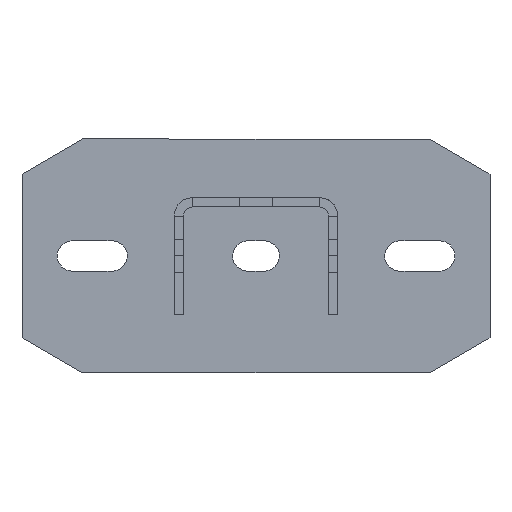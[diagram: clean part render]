
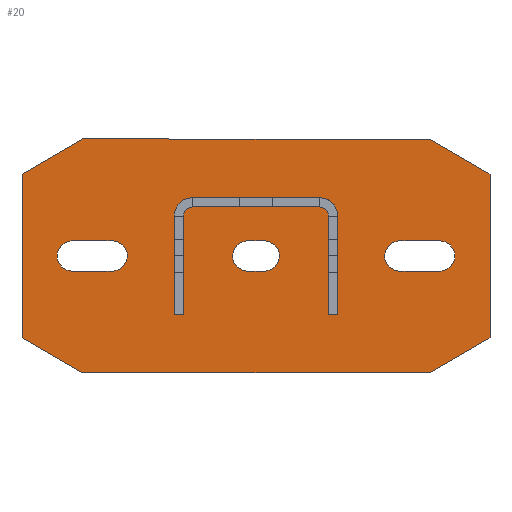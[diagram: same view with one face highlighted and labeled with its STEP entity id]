
A CAD part, front view. The second image highlights one B-rep face of the part: STEP entity #20.
In plain terms, the highlighted planar face has unit normal (0, -1, 0).
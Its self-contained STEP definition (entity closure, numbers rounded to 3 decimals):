
#20=ADVANCED_FACE('',(#1330,#964,#965,#966),#17214,.T.);
#964=FACE_BOUND('',#2275,.T.);
#965=FACE_BOUND('',#2276,.T.);
#966=FACE_BOUND('',#2277,.T.);
#1330=FACE_OUTER_BOUND('',#2274,.T.);
#2274=EDGE_LOOP('',(#3584,#3585,#3586,#3587,#3588,#3589,#3590,#3591));
#2275=EDGE_LOOP('',(#3592,#3593,#3594,#3595));
#2276=EDGE_LOOP('',(#3596,#3597,#3598,#3599));
#2277=EDGE_LOOP('',(#3600,#3601,#3602,#3603));
#3584=ORIENTED_EDGE('',*,*,#9198,.F.);
#3585=ORIENTED_EDGE('',*,*,#9224,.F.);
#3586=ORIENTED_EDGE('',*,*,#9199,.F.);
#3587=ORIENTED_EDGE('',*,*,#9219,.F.);
#3588=ORIENTED_EDGE('',*,*,#9200,.F.);
#3589=ORIENTED_EDGE('',*,*,#9214,.F.);
#3590=ORIENTED_EDGE('',*,*,#9201,.F.);
#3591=ORIENTED_EDGE('',*,*,#9209,.F.);
#3592=ORIENTED_EDGE('',*,*,#9192,.F.);
#3593=ORIENTED_EDGE('',*,*,#9245,.F.);
#3594=ORIENTED_EDGE('',*,*,#9193,.F.);
#3595=ORIENTED_EDGE('',*,*,#9205,.F.);
#3596=ORIENTED_EDGE('',*,*,#9194,.F.);
#3597=ORIENTED_EDGE('',*,*,#9203,.F.);
#3598=ORIENTED_EDGE('',*,*,#9195,.F.);
#3599=ORIENTED_EDGE('',*,*,#9204,.F.);
#3600=ORIENTED_EDGE('',*,*,#9196,.F.);
#3601=ORIENTED_EDGE('',*,*,#9233,.F.);
#3602=ORIENTED_EDGE('',*,*,#9197,.F.);
#3603=ORIENTED_EDGE('',*,*,#9202,.F.);
#9192=EDGE_CURVE('',#14800,#14801,#13096,.T.);
#9193=EDGE_CURVE('',#14803,#14802,#13097,.T.);
#9194=EDGE_CURVE('',#14804,#14805,#13098,.T.);
#9195=EDGE_CURVE('',#14807,#14806,#13099,.T.);
#9196=EDGE_CURVE('',#14808,#14809,#13100,.T.);
#9197=EDGE_CURVE('',#14811,#14810,#13101,.T.);
#9198=EDGE_CURVE('',#14812,#14813,#13102,.T.);
#9199=EDGE_CURVE('',#14815,#14814,#13103,.T.);
#9200=EDGE_CURVE('',#14817,#14816,#13104,.T.);
#9201=EDGE_CURVE('',#14819,#14818,#13105,.T.);
#9202=EDGE_CURVE('',#14809,#14811,#11996,.T.);
#9203=EDGE_CURVE('',#14806,#14804,#11997,.T.);
#9204=EDGE_CURVE('',#14805,#14807,#11998,.T.);
#9205=EDGE_CURVE('',#14801,#14803,#11999,.T.);
#9209=EDGE_CURVE('',#14813,#14819,#13109,.T.);
#9214=EDGE_CURVE('',#14818,#14817,#13114,.T.);
#9219=EDGE_CURVE('',#14816,#14815,#13119,.T.);
#9224=EDGE_CURVE('',#14814,#14812,#13124,.T.);
#9233=EDGE_CURVE('',#14810,#14808,#12000,.T.);
#9245=EDGE_CURVE('',#14802,#14800,#12005,.T.);
#11996=(
BOUNDED_CURVE()
B_SPLINE_CURVE(2,(#18769,#18770,#18771,#18772,#18773),.UNSPECIFIED.,.F.,
 .F.)
B_SPLINE_CURVE_WITH_KNOTS((3,2,3),(0.,10.21,20.42),
 .UNSPECIFIED.)
CURVE()
GEOMETRIC_REPRESENTATION_ITEM()
RATIONAL_B_SPLINE_CURVE((1.,0.707,1.,0.707,1.))
REPRESENTATION_ITEM('')
);
#11997=(
BOUNDED_CURVE()
B_SPLINE_CURVE(2,(#18774,#18775,#18776,#18777,#18778),.UNSPECIFIED.,.F.,
 .F.)
B_SPLINE_CURVE_WITH_KNOTS((3,2,3),(0.,10.21,20.42),
 .UNSPECIFIED.)
CURVE()
GEOMETRIC_REPRESENTATION_ITEM()
RATIONAL_B_SPLINE_CURVE((1.,0.707,1.,0.707,1.))
REPRESENTATION_ITEM('')
);
#11998=(
BOUNDED_CURVE()
B_SPLINE_CURVE(2,(#18779,#18780,#18781,#18782,#18783),.UNSPECIFIED.,.F.,
 .F.)
B_SPLINE_CURVE_WITH_KNOTS((3,2,3),(0.,10.21,20.42),
 .UNSPECIFIED.)
CURVE()
GEOMETRIC_REPRESENTATION_ITEM()
RATIONAL_B_SPLINE_CURVE((1.,0.707,1.,0.707,1.))
REPRESENTATION_ITEM('')
);
#11999=(
BOUNDED_CURVE()
B_SPLINE_CURVE(2,(#18784,#18785,#18786,#18787,#18788),.UNSPECIFIED.,.F.,
 .F.)
B_SPLINE_CURVE_WITH_KNOTS((3,2,3),(0.,10.21,20.42),
 .UNSPECIFIED.)
CURVE()
GEOMETRIC_REPRESENTATION_ITEM()
RATIONAL_B_SPLINE_CURVE((1.,0.707,1.,0.707,1.))
REPRESENTATION_ITEM('')
);
#12000=(
BOUNDED_CURVE()
B_SPLINE_CURVE(2,(#18843,#18844,#18845,#18846,#18847),.UNSPECIFIED.,.F.,
 .F.)
B_SPLINE_CURVE_WITH_KNOTS((3,2,3),(0.,10.21,20.42),
 .UNSPECIFIED.)
CURVE()
GEOMETRIC_REPRESENTATION_ITEM()
RATIONAL_B_SPLINE_CURVE((1.,0.707,1.,0.707,1.))
REPRESENTATION_ITEM('')
);
#12005=(
BOUNDED_CURVE()
B_SPLINE_CURVE(2,(#18882,#18883,#18884,#18885,#18886),.UNSPECIFIED.,.F.,
 .F.)
B_SPLINE_CURVE_WITH_KNOTS((3,2,3),(0.,10.21,20.42),
 .UNSPECIFIED.)
CURVE()
GEOMETRIC_REPRESENTATION_ITEM()
RATIONAL_B_SPLINE_CURVE((1.,0.707,1.,0.707,1.))
REPRESENTATION_ITEM('')
);
#13096=B_SPLINE_CURVE_WITH_KNOTS('',1,(#18749,#18750),.UNSPECIFIED.,.F.,
 .F.,(2,2),(0.,17.),.UNSPECIFIED.);
#13097=B_SPLINE_CURVE_WITH_KNOTS('',1,(#18751,#18752),.UNSPECIFIED.,.F.,
 .F.,(2,2),(0.,17.),.UNSPECIFIED.);
#13098=B_SPLINE_CURVE_WITH_KNOTS('',1,(#18753,#18754),.UNSPECIFIED.,.F.,
 .F.,(2,2),(0.,7.),.UNSPECIFIED.);
#13099=B_SPLINE_CURVE_WITH_KNOTS('',1,(#18755,#18756),.UNSPECIFIED.,.F.,
 .F.,(2,2),(0.,7.),.UNSPECIFIED.);
#13100=B_SPLINE_CURVE_WITH_KNOTS('',1,(#18757,#18758),.UNSPECIFIED.,.F.,
 .F.,(2,2),(0.,17.),.UNSPECIFIED.);
#13101=B_SPLINE_CURVE_WITH_KNOTS('',1,(#18759,#18760),.UNSPECIFIED.,.F.,
 .F.,(2,2),(0.,17.),.UNSPECIFIED.);
#13102=B_SPLINE_CURVE_WITH_KNOTS('',1,(#18761,#18762),.UNSPECIFIED.,.F.,
 .F.,(2,2),(-148.038,0.),.UNSPECIFIED.);
#13103=B_SPLINE_CURVE_WITH_KNOTS('',1,(#18763,#18764),.UNSPECIFIED.,.F.,
 .F.,(2,2),(-70.,0.),.UNSPECIFIED.);
#13104=B_SPLINE_CURVE_WITH_KNOTS('',1,(#18765,#18766),.UNSPECIFIED.,.F.,
 .F.,(2,2),(-148.038,0.),.UNSPECIFIED.);
#13105=B_SPLINE_CURVE_WITH_KNOTS('',1,(#18767,#18768),.UNSPECIFIED.,.F.,
 .F.,(2,2),(-70.,0.),.UNSPECIFIED.);
#13109=B_SPLINE_CURVE_WITH_KNOTS('',1,(#18795,#18796),.UNSPECIFIED.,.F.,
 .F.,(2,2),(-30.,0.),.UNSPECIFIED.);
#13114=B_SPLINE_CURVE_WITH_KNOTS('',1,(#18805,#18806),.UNSPECIFIED.,.F.,
 .F.,(2,2),(-30.,0.),.UNSPECIFIED.);
#13119=B_SPLINE_CURVE_WITH_KNOTS('',1,(#18815,#18816),.UNSPECIFIED.,.F.,
 .F.,(2,2),(-30.,0.),.UNSPECIFIED.);
#13124=B_SPLINE_CURVE_WITH_KNOTS('',1,(#18825,#18826),.UNSPECIFIED.,.F.,
 .F.,(2,2),(-30.,0.),.UNSPECIFIED.);
#14800=VERTEX_POINT('',#18709);
#14801=VERTEX_POINT('',#18710);
#14802=VERTEX_POINT('',#18711);
#14803=VERTEX_POINT('',#18712);
#14804=VERTEX_POINT('',#18713);
#14805=VERTEX_POINT('',#18714);
#14806=VERTEX_POINT('',#18715);
#14807=VERTEX_POINT('',#18716);
#14808=VERTEX_POINT('',#18717);
#14809=VERTEX_POINT('',#18718);
#14810=VERTEX_POINT('',#18719);
#14811=VERTEX_POINT('',#18720);
#14812=VERTEX_POINT('',#18721);
#14813=VERTEX_POINT('',#18722);
#14814=VERTEX_POINT('',#18723);
#14815=VERTEX_POINT('',#18724);
#14816=VERTEX_POINT('',#18725);
#14817=VERTEX_POINT('',#18726);
#14818=VERTEX_POINT('',#18727);
#14819=VERTEX_POINT('',#18728);
#17214=PLANE('',#17785);
#17785=AXIS2_PLACEMENT_3D('',#18585,#18185,$);
#18185=DIRECTION('',(0.,-1.,0.));
#18585=CARTESIAN_POINT('',(-120.001,-6.5,-110.001));
#18709=CARTESIAN_POINT('',(61.5,-6.5,-56.5));
#18710=CARTESIAN_POINT('',(78.5,-6.5,-56.5));
#18711=CARTESIAN_POINT('',(61.5,-6.5,-43.5));
#18712=CARTESIAN_POINT('',(78.5,-6.5,-43.5));
#18713=CARTESIAN_POINT('',(-3.5,-6.5,-56.5));
#18714=CARTESIAN_POINT('',(3.5,-6.5,-56.5));
#18715=CARTESIAN_POINT('',(-3.5,-6.5,-43.5));
#18716=CARTESIAN_POINT('',(3.5,-6.5,-43.5));
#18717=CARTESIAN_POINT('',(-78.5,-6.5,-56.5));
#18718=CARTESIAN_POINT('',(-61.5,-6.5,-56.5));
#18719=CARTESIAN_POINT('',(-78.5,-6.5,-43.5));
#18720=CARTESIAN_POINT('',(-61.5,-6.5,-43.5));
#18721=CARTESIAN_POINT('',(-74.019,-6.5,0.));
#18722=CARTESIAN_POINT('',(74.019,-6.5,0.));
#18723=CARTESIAN_POINT('',(-100.,-6.5,-15.));
#18724=CARTESIAN_POINT('',(-100.,-6.5,-85.));
#18725=CARTESIAN_POINT('',(-74.019,-6.5,-100.));
#18726=CARTESIAN_POINT('',(74.019,-6.5,-100.));
#18727=CARTESIAN_POINT('',(100.,-6.5,-85.));
#18728=CARTESIAN_POINT('',(100.,-6.5,-15.));
#18749=CARTESIAN_POINT('',(61.5,-6.5,-56.5));
#18750=CARTESIAN_POINT('',(78.5,-6.5,-56.5));
#18751=CARTESIAN_POINT('',(78.5,-6.5,-43.5));
#18752=CARTESIAN_POINT('',(61.5,-6.5,-43.5));
#18753=CARTESIAN_POINT('',(-3.5,-6.5,-56.5));
#18754=CARTESIAN_POINT('',(3.5,-6.5,-56.5));
#18755=CARTESIAN_POINT('',(3.5,-6.5,-43.5));
#18756=CARTESIAN_POINT('',(-3.5,-6.5,-43.5));
#18757=CARTESIAN_POINT('',(-78.5,-6.5,-56.5));
#18758=CARTESIAN_POINT('',(-61.5,-6.5,-56.5));
#18759=CARTESIAN_POINT('',(-61.5,-6.5,-43.5));
#18760=CARTESIAN_POINT('',(-78.5,-6.5,-43.5));
#18761=CARTESIAN_POINT('',(-74.019,-6.5,0.));
#18762=CARTESIAN_POINT('',(74.019,-6.5,0.));
#18763=CARTESIAN_POINT('',(-100.,-6.5,-85.));
#18764=CARTESIAN_POINT('',(-100.,-6.5,-15.));
#18765=CARTESIAN_POINT('',(74.019,-6.5,-100.));
#18766=CARTESIAN_POINT('',(-74.019,-6.5,-100.));
#18767=CARTESIAN_POINT('',(100.,-6.5,-15.));
#18768=CARTESIAN_POINT('',(100.,-6.5,-85.));
#18769=CARTESIAN_POINT('',(-61.5,-6.5,-56.5));
#18770=CARTESIAN_POINT('',(-55.,-6.5,-56.5));
#18771=CARTESIAN_POINT('',(-55.,-6.5,-50.));
#18772=CARTESIAN_POINT('',(-55.,-6.5,-43.5));
#18773=CARTESIAN_POINT('',(-61.5,-6.5,-43.5));
#18774=CARTESIAN_POINT('',(-3.5,-6.5,-43.5));
#18775=CARTESIAN_POINT('',(-10.,-6.5,-43.5));
#18776=CARTESIAN_POINT('',(-10.,-6.5,-50.));
#18777=CARTESIAN_POINT('',(-10.,-6.5,-56.5));
#18778=CARTESIAN_POINT('',(-3.5,-6.5,-56.5));
#18779=CARTESIAN_POINT('',(3.5,-6.5,-56.5));
#18780=CARTESIAN_POINT('',(10.,-6.5,-56.5));
#18781=CARTESIAN_POINT('',(10.,-6.5,-50.));
#18782=CARTESIAN_POINT('',(10.,-6.5,-43.5));
#18783=CARTESIAN_POINT('',(3.5,-6.5,-43.5));
#18784=CARTESIAN_POINT('',(78.5,-6.5,-56.5));
#18785=CARTESIAN_POINT('',(85.,-6.5,-56.5));
#18786=CARTESIAN_POINT('',(85.,-6.5,-50.));
#18787=CARTESIAN_POINT('',(85.,-6.5,-43.5));
#18788=CARTESIAN_POINT('',(78.5,-6.5,-43.5));
#18795=CARTESIAN_POINT('',(74.019,-6.5,0.));
#18796=CARTESIAN_POINT('',(100.,-6.5,-15.));
#18805=CARTESIAN_POINT('',(100.,-6.5,-85.));
#18806=CARTESIAN_POINT('',(74.019,-6.5,-100.));
#18815=CARTESIAN_POINT('',(-74.019,-6.5,-100.));
#18816=CARTESIAN_POINT('',(-100.,-6.5,-85.));
#18825=CARTESIAN_POINT('',(-100.,-6.5,-15.));
#18826=CARTESIAN_POINT('',(-74.019,-6.5,0.));
#18843=CARTESIAN_POINT('',(-78.5,-6.5,-43.5));
#18844=CARTESIAN_POINT('',(-85.,-6.5,-43.5));
#18845=CARTESIAN_POINT('',(-85.,-6.5,-50.));
#18846=CARTESIAN_POINT('',(-85.,-6.5,-56.5));
#18847=CARTESIAN_POINT('',(-78.5,-6.5,-56.5));
#18882=CARTESIAN_POINT('',(61.5,-6.5,-43.5));
#18883=CARTESIAN_POINT('',(55.,-6.5,-43.5));
#18884=CARTESIAN_POINT('',(55.,-6.5,-50.));
#18885=CARTESIAN_POINT('',(55.,-6.5,-56.5));
#18886=CARTESIAN_POINT('',(61.5,-6.5,-56.5));
